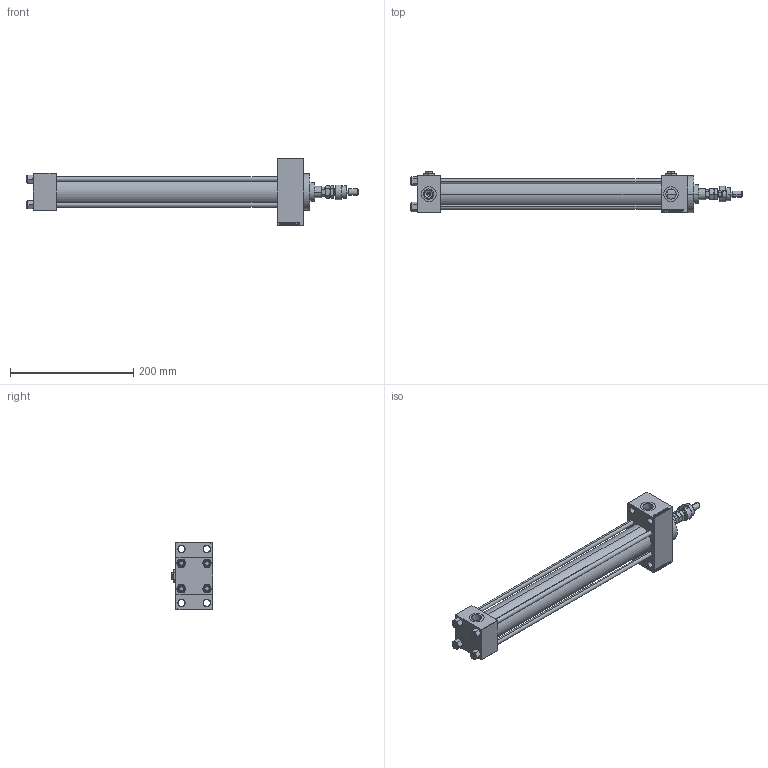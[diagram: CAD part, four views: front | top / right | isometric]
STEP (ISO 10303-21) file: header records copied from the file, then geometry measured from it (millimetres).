
FILE_DESCRIPTION (( 'STEP AP203' ), '1' );
FILE_NAME ('d213.STEP', '2023-08-23T09:44:20', ( '' ), ( '' ), 'SwSTEP 2.0', 'SolidWorks 2019', '' );
FILE_SCHEMA (( 'CONFIG_CONTROL_DESIGN' ));
Length unit declared in the file: millimetre
Products named in the file (10): NUT_M5_D af5d937b2cb61f388cfc9ac7b432cac7; DFA af5d937b2cb61f388cfc9ac7b432cac7; MFA af5d937b2cb61f388cfc9ac7b432cac7; V215_VC_A af5d937b2cb61f388cfc9ac7b432cac7; FEMALE_PART_FOR_DFA af5d937b2cb61f388cfc9ac7b432cac7; V215CR_D_Body af5d937b2cb61f388cfc9ac7b432cac7; Zatka_pro_OIL_PORT af5d937b2cb61f388cfc9ac7b432cac7; V215CR_VCP_D af5d937b2cb61f388cfc9ac7b432cac7; d213; V215CR_D_TYCINKA af5d937b2cb61f388cfc9ac7b432cac7
Assembly tree (16 placements, depth 3):
  d213
    V215CR_D_Body af5d937b2cb61f388cfc9ac7b432cac7
    V215CR_VCP_D af5d937b2cb61f388cfc9ac7b432cac7
    NUT_M5_D af5d937b2cb61f388cfc9ac7b432cac7  x4
    V215CR_D_TYCINKA af5d937b2cb61f388cfc9ac7b432cac7  x4
    V215_VC_A af5d937b2cb61f388cfc9ac7b432cac7
    DFA af5d937b2cb61f388cfc9ac7b432cac7
      FEMALE_PART_FOR_DFA af5d937b2cb61f388cfc9ac7b432cac7
      MFA af5d937b2cb61f388cfc9ac7b432cac7
    Zatka_pro_OIL_PORT af5d937b2cb61f388cfc9ac7b432cac7  x2
Bounding box: 538 x 67 x 109 mm (x, y, z)
Volume: 780370.2 mm3; surface area: 258814.1 mm2
Topology: 15 solids, 15 shells, 1290 faces, 3172 edges, 2030 vertices
Faces by surface type: plane 574, bspline 368, cone 224, cylinder 112, torus 12
Entity records: 52107 total; most frequent: CARTESIAN_POINT 26412, ORIENTED_EDGE 5644, DIRECTION 3830, EDGE_CURVE 2822, VERTEX_POINT 1828, VECTOR 1612, LINE 1612, EDGE_LOOP 1268
